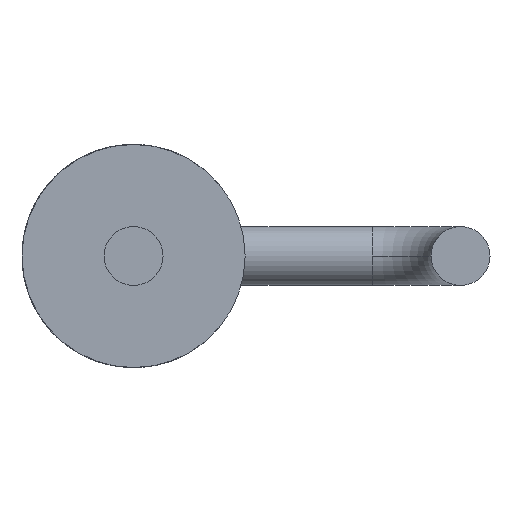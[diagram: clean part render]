
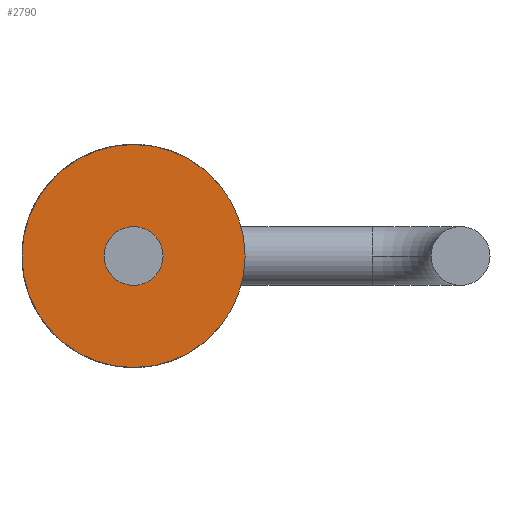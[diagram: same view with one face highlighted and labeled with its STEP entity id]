
A CAD part, front view. The second image highlights one B-rep face of the part: STEP entity #2790.
In plain terms, the highlighted planar face has unit normal (0, -1, 0).
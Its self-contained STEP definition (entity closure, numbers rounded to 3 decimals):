
#34 = CIRCLE ( 'NONE', #4315, 1.3 ) ;
#472 = EDGE_CURVE ( 'NONE', #3659, #1045, #792, .T. ) ;
#612 = ORIENTED_EDGE ( 'NONE', *, *, #472, .F. ) ;
#675 = CARTESIAN_POINT ( 'NONE',  ( 0., 2., 1.3 ) ) ;
#746 = EDGE_LOOP ( 'NONE', ( #1376, #1300 ) ) ;
#792 = CIRCLE ( 'NONE', #2613, 0.343 ) ;
#800 = FACE_BOUND ( 'NONE', #1118, .T. ) ;
#949 = AXIS2_PLACEMENT_3D ( 'NONE', #2714, #1310, #1361 ) ;
#1011 = DIRECTION ( 'NONE',  ( 0., 0., 1. ) ) ;
#1045 = VERTEX_POINT ( 'NONE', #1202 ) ;
#1118 = EDGE_LOOP ( 'NONE', ( #2810, #612 ) ) ;
#1175 = CIRCLE ( 'NONE', #2840, 0.343 ) ;
#1202 = CARTESIAN_POINT ( 'NONE',  ( 0.343, 2., 0. ) ) ;
#1288 = CARTESIAN_POINT ( 'NONE',  ( 0., 2., 0. ) ) ;
#1300 = ORIENTED_EDGE ( 'NONE', *, *, #3439, .F. ) ;
#1310 = DIRECTION ( 'NONE',  ( 0., 1., 0. ) ) ;
#1361 = DIRECTION ( 'NONE',  ( 0., 0., 1. ) ) ;
#1376 = ORIENTED_EDGE ( 'NONE', *, *, #4059, .F. ) ;
#1403 = AXIS2_PLACEMENT_3D ( 'NONE', #3440, #3149, #1011 ) ;
#1470 = DIRECTION ( 'NONE',  ( 0., 0., 1. ) ) ;
#1599 = EDGE_CURVE ( 'NONE', #1045, #3659, #1175, .T. ) ;
#1632 = DIRECTION ( 'NONE',  ( 0., -1., 0. ) ) ;
#1906 = PLANE ( 'NONE',  #949 ) ;
#2309 = VERTEX_POINT ( 'NONE', #675 ) ;
#2398 = DIRECTION ( 'NONE',  ( 0., -1., 0. ) ) ;
#2613 = AXIS2_PLACEMENT_3D ( 'NONE', #1288, #1632, #4095 ) ;
#2662 = CARTESIAN_POINT ( 'NONE',  ( -0.343, 2., 0. ) ) ;
#2714 = CARTESIAN_POINT ( 'NONE',  ( 0., 2., 0. ) ) ;
#2790 = ADVANCED_FACE ( 'NONE', ( #800, #4332 ), #1906, .F. ) ;
#2810 = ORIENTED_EDGE ( 'NONE', *, *, #1599, .F. ) ;
#2840 = AXIS2_PLACEMENT_3D ( 'NONE', #4137, #2398, #1470 ) ;
#2848 = CIRCLE ( 'NONE', #1403, 1.3 ) ;
#3149 = DIRECTION ( 'NONE',  ( 0., 1., 0. ) ) ;
#3226 = DIRECTION ( 'NONE',  ( 0., 1., 0. ) ) ;
#3439 = EDGE_CURVE ( 'NONE', #2309, #3828, #2848, .T. ) ;
#3440 = CARTESIAN_POINT ( 'NONE',  ( 0., 2., 0. ) ) ;
#3659 = VERTEX_POINT ( 'NONE', #2662 ) ;
#3828 = VERTEX_POINT ( 'NONE', #4222 ) ;
#3836 = CARTESIAN_POINT ( 'NONE',  ( 0., 2., 0. ) ) ;
#3936 = DIRECTION ( 'NONE',  ( 0., 0., 1. ) ) ;
#4059 = EDGE_CURVE ( 'NONE', #3828, #2309, #34, .T. ) ;
#4095 = DIRECTION ( 'NONE',  ( 0., 0., 1. ) ) ;
#4137 = CARTESIAN_POINT ( 'NONE',  ( 0., 2., 0. ) ) ;
#4222 = CARTESIAN_POINT ( 'NONE',  ( 0., 2., -1.3 ) ) ;
#4315 = AXIS2_PLACEMENT_3D ( 'NONE', #3836, #3226, #3936 ) ;
#4332 = FACE_OUTER_BOUND ( 'NONE', #746, .T. ) ;
